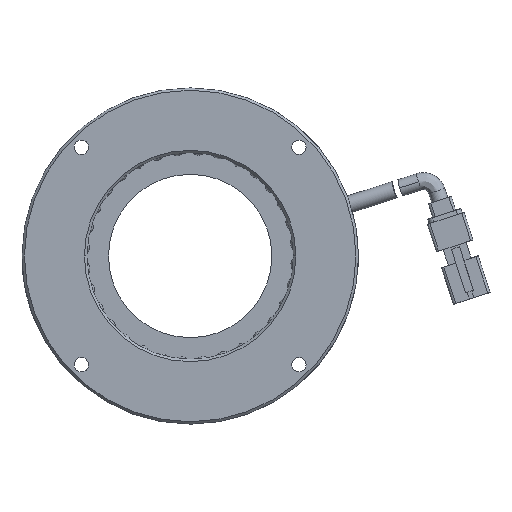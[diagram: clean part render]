
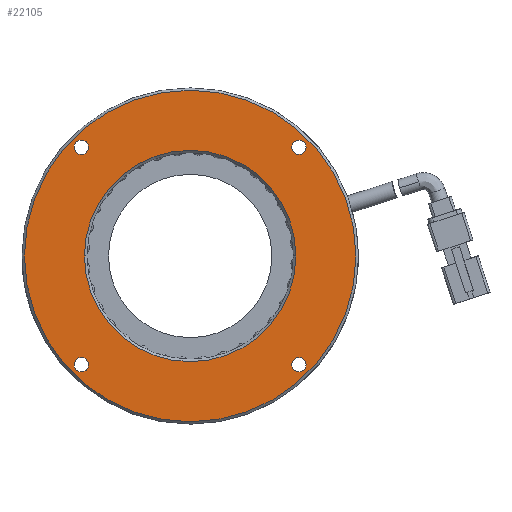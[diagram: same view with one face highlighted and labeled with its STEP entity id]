
A CAD part, front view. The second image highlights one B-rep face of the part: STEP entity #22105.
In plain terms, the highlighted planar face has unit normal (0, -1, 0).
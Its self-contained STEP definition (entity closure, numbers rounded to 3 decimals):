
#43 = VERTEX_POINT ( 'NONE', #27115 ) ;
#60 = DIRECTION ( 'NONE',  ( 0., 0., 1. ) ) ;
#680 = ORIENTED_EDGE ( 'NONE', *, *, #22191, .F. ) ;
#779 = FACE_BOUND ( 'NONE', #6378, .T. ) ;
#900 = DIRECTION ( 'NONE',  ( 0., 0., 1. ) ) ;
#1737 = FACE_BOUND ( 'NONE', #4508, .T. ) ;
#2397 = DIRECTION ( 'NONE',  ( 0., 1., 0. ) ) ;
#2484 = CARTESIAN_POINT ( 'NONE',  ( -28.337, 4.26, 24.127 ) ) ;
#3098 = VERTEX_POINT ( 'NONE', #2484 ) ;
#3195 = CARTESIAN_POINT ( 'NONE',  ( 16.918, 4.26, 24.127 ) ) ;
#3380 = VERTEX_POINT ( 'NONE', #3195 ) ;
#3624 = VERTEX_POINT ( 'NONE', #35357 ) ;
#3638 = ORIENTED_EDGE ( 'NONE', *, *, #38736, .F. ) ;
#4332 = AXIS2_PLACEMENT_3D ( 'NONE', #13897, #35655, #16997 ) ;
#4508 = EDGE_LOOP ( 'NONE', ( #3638, #680 ) ) ;
#4527 = CIRCLE ( 'NONE', #4332, 1.5 ) ;
#4624 = CARTESIAN_POINT ( 'NONE',  ( -28.337, 4.26, -22.627 ) ) ;
#4822 = CARTESIAN_POINT ( 'NONE',  ( 16.291, 4.26, 0. ) ) ;
#5124 = AXIS2_PLACEMENT_3D ( 'NONE', #29975, #11293, #17091 ) ;
#5168 = CARTESIAN_POINT ( 'NONE',  ( -27.709, 4.26, 0. ) ) ;
#5242 = DIRECTION ( 'NONE',  ( 0., -1., 0. ) ) ;
#5398 = CARTESIAN_POINT ( 'NONE',  ( -28.337, 4.26, -22.627 ) ) ;
#5437 = CARTESIAN_POINT ( 'NONE',  ( -28.337, 4.26, -24.127 ) ) ;
#6060 = EDGE_CURVE ( 'NONE', #12273, #43, #18964, .T. ) ;
#6378 = EDGE_LOOP ( 'NONE', ( #38965, #37718 ) ) ;
#6890 = ORIENTED_EDGE ( 'NONE', *, *, #37865, .F. ) ;
#7698 = DIRECTION ( 'NONE',  ( 0., -1., 0. ) ) ;
#7705 = DIRECTION ( 'NONE',  ( 0., 0., 1. ) ) ;
#8497 = DIRECTION ( 'NONE',  ( 0., 0., 1. ) ) ;
#8548 = AXIS2_PLACEMENT_3D ( 'NONE', #37247, #18558, #60 ) ;
#9717 = AXIS2_PLACEMENT_3D ( 'NONE', #28906, #10266, #32071 ) ;
#10015 = CIRCLE ( 'NONE', #28597, 22. ) ;
#10266 = DIRECTION ( 'NONE',  ( 0., 1., 0. ) ) ;
#10646 = AXIS2_PLACEMENT_3D ( 'NONE', #20894, #2397, #24062 ) ;
#10650 = AXIS2_PLACEMENT_3D ( 'NONE', #5398, #27076, #8497 ) ;
#11017 = VERTEX_POINT ( 'NONE', #23218 ) ;
#11176 = DIRECTION ( 'NONE',  ( 0., -1., 0. ) ) ;
#11293 = DIRECTION ( 'NONE',  ( 0., -1., 0. ) ) ;
#11655 = VERTEX_POINT ( 'NONE', #22207 ) ;
#11750 = AXIS2_PLACEMENT_3D ( 'NONE', #28321, #28262, #28127 ) ;
#11966 = CIRCLE ( 'NONE', #8548, 1.5 ) ;
#12273 = VERTEX_POINT ( 'NONE', #19420 ) ;
#13084 = VERTEX_POINT ( 'NONE', #5437 ) ;
#13662 = DIRECTION ( 'NONE',  ( 0., -1., 0. ) ) ;
#13730 = CIRCLE ( 'NONE', #10650, 1.5 ) ;
#13897 = CARTESIAN_POINT ( 'NONE',  ( 16.918, 4.26, 22.627 ) ) ;
#15300 = ORIENTED_EDGE ( 'NONE', *, *, #37544, .F. ) ;
#15469 = CARTESIAN_POINT ( 'NONE',  ( -28.337, 4.26, 21.127 ) ) ;
#15807 = EDGE_LOOP ( 'NONE', ( #27748, #18039 ) ) ;
#16246 = FACE_OUTER_BOUND ( 'NONE', #15807, .T. ) ;
#16613 = EDGE_LOOP ( 'NONE', ( #31125, #34480 ) ) ;
#16997 = DIRECTION ( 'NONE',  ( 0., 0., 1. ) ) ;
#17091 = DIRECTION ( 'NONE',  ( 0., 0., 1. ) ) ;
#17195 = FACE_BOUND ( 'NONE', #22391, .T. ) ;
#17336 = CIRCLE ( 'NONE', #10646, 34.5 ) ;
#18039 = ORIENTED_EDGE ( 'NONE', *, *, #20231, .F. ) ;
#18558 = DIRECTION ( 'NONE',  ( 0., -1., 0. ) ) ;
#18964 = CIRCLE ( 'NONE', #11750, 1.5 ) ;
#19380 = DIRECTION ( 'NONE',  ( 0., 1., 0. ) ) ;
#19420 = CARTESIAN_POINT ( 'NONE',  ( 16.918, 4.26, -21.127 ) ) ;
#19452 = AXIS2_PLACEMENT_3D ( 'NONE', #29860, #11176, #32965 ) ;
#20231 = EDGE_CURVE ( 'NONE', #3624, #22121, #17336, .T. ) ;
#20894 = CARTESIAN_POINT ( 'NONE',  ( -5.709, 4.26, 0. ) ) ;
#21008 = ORIENTED_EDGE ( 'NONE', *, *, #27588, .F. ) ;
#21063 = VERTEX_POINT ( 'NONE', #5168 ) ;
#22105 = ADVANCED_FACE ( 'NONE', ( #779, #17195, #1737, #32800, #24498, #16246 ), #28767, .F. ) ;
#22121 = VERTEX_POINT ( 'NONE', #32206 ) ;
#22191 = EDGE_CURVE ( 'NONE', #13084, #11017, #36893, .T. ) ;
#22207 = CARTESIAN_POINT ( 'NONE',  ( 16.918, 4.26, 21.127 ) ) ;
#22391 = EDGE_LOOP ( 'NONE', ( #6890, #15300 ) ) ;
#23120 = CIRCLE ( 'NONE', #38686, 22. ) ;
#23218 = CARTESIAN_POINT ( 'NONE',  ( -28.337, 4.26, -21.127 ) ) ;
#23788 = CARTESIAN_POINT ( 'NONE',  ( -5.709, 4.26, 0. ) ) ;
#23976 = VERTEX_POINT ( 'NONE', #4822 ) ;
#24062 = DIRECTION ( 'NONE',  ( 0., 0., 1. ) ) ;
#24088 = CIRCLE ( 'NONE', #19452, 1.5 ) ;
#24498 = FACE_BOUND ( 'NONE', #16613, .T. ) ;
#24768 = CIRCLE ( 'NONE', #5124, 1.5 ) ;
#26263 = CARTESIAN_POINT ( 'NONE',  ( 16.918, 4.26, 22.627 ) ) ;
#26270 = DIRECTION ( 'NONE',  ( 0., -1., 0. ) ) ;
#26915 = DIRECTION ( 'NONE',  ( 1., 0., 0. ) ) ;
#26939 = CIRCLE ( 'NONE', #36013, 1.5 ) ;
#27076 = DIRECTION ( 'NONE',  ( 0., -1., 0. ) ) ;
#27115 = CARTESIAN_POINT ( 'NONE',  ( 16.918, 4.26, -24.127 ) ) ;
#27349 = AXIS2_PLACEMENT_3D ( 'NONE', #38097, #19380, #900 ) ;
#27588 = EDGE_CURVE ( 'NONE', #43, #12273, #24768, .T. ) ;
#27748 = ORIENTED_EDGE ( 'NONE', *, *, #33448, .F. ) ;
#28127 = DIRECTION ( 'NONE',  ( 0., 0., 1. ) ) ;
#28203 = EDGE_LOOP ( 'NONE', ( #30224, #21008 ) ) ;
#28262 = DIRECTION ( 'NONE',  ( 0., -1., 0. ) ) ;
#28321 = CARTESIAN_POINT ( 'NONE',  ( 16.918, 4.26, -22.627 ) ) ;
#28597 = AXIS2_PLACEMENT_3D ( 'NONE', #32340, #13662, #35435 ) ;
#28767 = PLANE ( 'NONE',  #9717 ) ;
#28906 = CARTESIAN_POINT ( 'NONE',  ( -40.709, 4.26, 0. ) ) ;
#28940 = EDGE_CURVE ( 'NONE', #21063, #23976, #23120, .T. ) ;
#29450 = DIRECTION ( 'NONE',  ( 0., 0., 1. ) ) ;
#29802 = VERTEX_POINT ( 'NONE', #15469 ) ;
#29860 = CARTESIAN_POINT ( 'NONE',  ( -28.337, 4.26, 22.627 ) ) ;
#29975 = CARTESIAN_POINT ( 'NONE',  ( 16.918, 4.26, -22.627 ) ) ;
#30224 = ORIENTED_EDGE ( 'NONE', *, *, #6060, .F. ) ;
#31125 = ORIENTED_EDGE ( 'NONE', *, *, #37793, .F. ) ;
#32071 = DIRECTION ( 'NONE',  ( 0., 0., 1. ) ) ;
#32206 = CARTESIAN_POINT ( 'NONE',  ( -5.709, 4.26, 34.5 ) ) ;
#32340 = CARTESIAN_POINT ( 'NONE',  ( -5.709, 4.26, 0. ) ) ;
#32658 = AXIS2_PLACEMENT_3D ( 'NONE', #4624, #26270, #7705 ) ;
#32800 = FACE_BOUND ( 'NONE', #28203, .T. ) ;
#32965 = DIRECTION ( 'NONE',  ( 0., 0., 1. ) ) ;
#33448 = EDGE_CURVE ( 'NONE', #22121, #3624, #37288, .T. ) ;
#34227 = EDGE_CURVE ( 'NONE', #11655, #3380, #26939, .T. ) ;
#34480 = ORIENTED_EDGE ( 'NONE', *, *, #28940, .F. ) ;
#34916 = EDGE_CURVE ( 'NONE', #3380, #11655, #4527, .T. ) ;
#35357 = CARTESIAN_POINT ( 'NONE',  ( -5.709, 4.26, -34.5 ) ) ;
#35435 = DIRECTION ( 'NONE',  ( 1., 0., 0. ) ) ;
#35655 = DIRECTION ( 'NONE',  ( 0., -1., 0. ) ) ;
#36013 = AXIS2_PLACEMENT_3D ( 'NONE', #26263, #7698, #29450 ) ;
#36893 = CIRCLE ( 'NONE', #32658, 1.5 ) ;
#37247 = CARTESIAN_POINT ( 'NONE',  ( -28.337, 4.26, 22.627 ) ) ;
#37288 = CIRCLE ( 'NONE', #27349, 34.5 ) ;
#37544 = EDGE_CURVE ( 'NONE', #29802, #3098, #11966, .T. ) ;
#37718 = ORIENTED_EDGE ( 'NONE', *, *, #34227, .F. ) ;
#37793 = EDGE_CURVE ( 'NONE', #23976, #21063, #10015, .T. ) ;
#37865 = EDGE_CURVE ( 'NONE', #3098, #29802, #24088, .T. ) ;
#38097 = CARTESIAN_POINT ( 'NONE',  ( -5.709, 4.26, 0. ) ) ;
#38686 = AXIS2_PLACEMENT_3D ( 'NONE', #23788, #5242, #26915 ) ;
#38736 = EDGE_CURVE ( 'NONE', #11017, #13084, #13730, .T. ) ;
#38965 = ORIENTED_EDGE ( 'NONE', *, *, #34916, .F. ) ;
